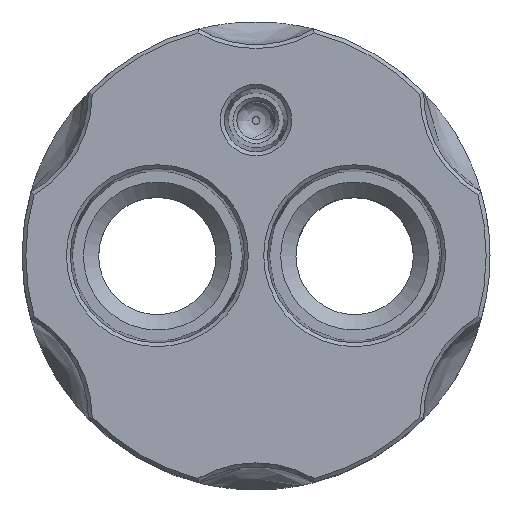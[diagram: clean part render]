
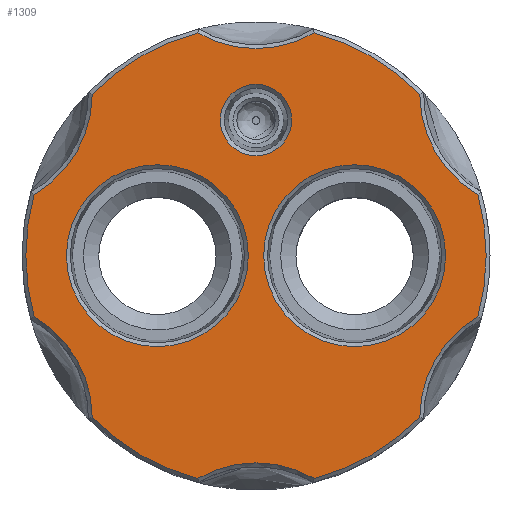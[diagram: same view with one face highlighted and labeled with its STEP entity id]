
A CAD part, top view. The second image highlights one B-rep face of the part: STEP entity #1309.
In plain terms, the highlighted planar face has unit normal (0, 0, 1).
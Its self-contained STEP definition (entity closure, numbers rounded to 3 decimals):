
#42=FACE_BOUND('',#188,.T.);
#43=FACE_BOUND('',#189,.T.);
#44=FACE_BOUND('',#190,.T.);
#53=PLANE('',#1430);
#104=FACE_OUTER_BOUND('',#187,.T.);
#187=EDGE_LOOP('',(#928,#929,#930,#931,#932,#933,#934,#935,#936,#937,#938,
#939));
#188=EDGE_LOOP('',(#940));
#189=EDGE_LOOP('',(#941));
#190=EDGE_LOOP('',(#942));
#282=CIRCLE('',#1427,11.855);
#285=CIRCLE('',#1431,15.162);
#286=CIRCLE('',#1432,30.);
#287=CIRCLE('',#1433,15.162);
#288=CIRCLE('',#1434,30.);
#289=CIRCLE('',#1435,15.162);
#290=CIRCLE('',#1436,30.);
#291=CIRCLE('',#1437,15.162);
#292=CIRCLE('',#1438,30.);
#293=CIRCLE('',#1439,15.162);
#294=CIRCLE('',#1440,30.);
#295=CIRCLE('',#1441,15.162);
#296=CIRCLE('',#1442,30.);
#297=CIRCLE('',#1443,11.855);
#298=CIRCLE('',#1444,4.65);
#553=VERTEX_POINT('',#2290);
#556=VERTEX_POINT('',#2298);
#557=VERTEX_POINT('',#2299);
#558=VERTEX_POINT('',#2301);
#559=VERTEX_POINT('',#2303);
#560=VERTEX_POINT('',#2305);
#561=VERTEX_POINT('',#2307);
#562=VERTEX_POINT('',#2309);
#563=VERTEX_POINT('',#2311);
#564=VERTEX_POINT('',#2313);
#565=VERTEX_POINT('',#2315);
#566=VERTEX_POINT('',#2317);
#567=VERTEX_POINT('',#2319);
#568=VERTEX_POINT('',#2322);
#569=VERTEX_POINT('',#2324);
#697=EDGE_CURVE('',#553,#553,#282,.T.);
#701=EDGE_CURVE('',#556,#557,#285,.T.);
#702=EDGE_CURVE('',#558,#556,#286,.T.);
#703=EDGE_CURVE('',#559,#558,#287,.T.);
#704=EDGE_CURVE('',#560,#559,#288,.T.);
#705=EDGE_CURVE('',#561,#560,#289,.T.);
#706=EDGE_CURVE('',#562,#561,#290,.T.);
#707=EDGE_CURVE('',#563,#562,#291,.T.);
#708=EDGE_CURVE('',#564,#563,#292,.T.);
#709=EDGE_CURVE('',#565,#564,#293,.T.);
#710=EDGE_CURVE('',#566,#565,#294,.T.);
#711=EDGE_CURVE('',#567,#566,#295,.T.);
#712=EDGE_CURVE('',#557,#567,#296,.T.);
#713=EDGE_CURVE('',#568,#568,#297,.T.);
#714=EDGE_CURVE('',#569,#569,#298,.T.);
#928=ORIENTED_EDGE('',*,*,#701,.F.);
#929=ORIENTED_EDGE('',*,*,#702,.F.);
#930=ORIENTED_EDGE('',*,*,#703,.F.);
#931=ORIENTED_EDGE('',*,*,#704,.F.);
#932=ORIENTED_EDGE('',*,*,#705,.F.);
#933=ORIENTED_EDGE('',*,*,#706,.F.);
#934=ORIENTED_EDGE('',*,*,#707,.F.);
#935=ORIENTED_EDGE('',*,*,#708,.F.);
#936=ORIENTED_EDGE('',*,*,#709,.F.);
#937=ORIENTED_EDGE('',*,*,#710,.F.);
#938=ORIENTED_EDGE('',*,*,#711,.F.);
#939=ORIENTED_EDGE('',*,*,#712,.F.);
#940=ORIENTED_EDGE('',*,*,#713,.F.);
#941=ORIENTED_EDGE('',*,*,#714,.F.);
#942=ORIENTED_EDGE('',*,*,#697,.F.);
#1309=ADVANCED_FACE('',(#104,#42,#43,#44),#53,.T.);
#1427=AXIS2_PLACEMENT_3D('',#2291,#1645,#1646);
#1430=AXIS2_PLACEMENT_3D('',#2297,#1652,#1653);
#1431=AXIS2_PLACEMENT_3D('',#2300,#1654,#1655);
#1432=AXIS2_PLACEMENT_3D('',#2302,#1656,#1657);
#1433=AXIS2_PLACEMENT_3D('',#2304,#1658,#1659);
#1434=AXIS2_PLACEMENT_3D('',#2306,#1660,#1661);
#1435=AXIS2_PLACEMENT_3D('',#2308,#1662,#1663);
#1436=AXIS2_PLACEMENT_3D('',#2310,#1664,#1665);
#1437=AXIS2_PLACEMENT_3D('',#2312,#1666,#1667);
#1438=AXIS2_PLACEMENT_3D('',#2314,#1668,#1669);
#1439=AXIS2_PLACEMENT_3D('',#2316,#1670,#1671);
#1440=AXIS2_PLACEMENT_3D('',#2318,#1672,#1673);
#1441=AXIS2_PLACEMENT_3D('',#2320,#1674,#1675);
#1442=AXIS2_PLACEMENT_3D('',#2321,#1676,#1677);
#1443=AXIS2_PLACEMENT_3D('',#2323,#1678,#1679);
#1444=AXIS2_PLACEMENT_3D('',#2325,#1680,#1681);
#1645=DIRECTION('center_axis',(0.,0.,1.));
#1646=DIRECTION('ref_axis',(-1.,0.,0.));
#1652=DIRECTION('center_axis',(0.,0.,1.));
#1653=DIRECTION('ref_axis',(-1.,0.,0.));
#1654=DIRECTION('center_axis',(0.,0.,1.));
#1655=DIRECTION('ref_axis',(-1.,0.013,0.));
#1656=DIRECTION('center_axis',(0.,0.,-1.));
#1657=DIRECTION('ref_axis',(1.,0.,0.));
#1658=DIRECTION('center_axis',(0.,0.,1.));
#1659=DIRECTION('ref_axis',(-0.512,-0.859,0.));
#1660=DIRECTION('center_axis',(0.,0.,-1.));
#1661=DIRECTION('ref_axis',(-1.,0.,0.));
#1662=DIRECTION('center_axis',(0.,0.,1.));
#1663=DIRECTION('ref_axis',(0.488,-0.873,0.));
#1664=DIRECTION('center_axis',(0.,0.,-1.));
#1665=DIRECTION('ref_axis',(-1.,0.,0.));
#1666=DIRECTION('center_axis',(0.,0.,1.));
#1667=DIRECTION('ref_axis',(1.,-0.013,0.));
#1668=DIRECTION('center_axis',(0.,0.,-1.));
#1669=DIRECTION('ref_axis',(-1.,0.,0.));
#1670=DIRECTION('center_axis',(0.,0.,1.));
#1671=DIRECTION('ref_axis',(0.512,0.859,0.));
#1672=DIRECTION('center_axis',(0.,0.,-1.));
#1673=DIRECTION('ref_axis',(1.,0.,0.));
#1674=DIRECTION('center_axis',(0.,0.,1.));
#1675=DIRECTION('ref_axis',(-0.488,0.873,0.));
#1676=DIRECTION('center_axis',(0.,0.,-1.));
#1677=DIRECTION('ref_axis',(1.,0.,0.));
#1678=DIRECTION('center_axis',(0.,0.,1.));
#1679=DIRECTION('ref_axis',(-1.,0.,0.));
#1680=DIRECTION('center_axis',(0.,0.,1.));
#1681=DIRECTION('ref_axis',(1.,0.,0.));
#2290=CARTESIAN_POINT('',(24.71,0.,0.));
#2291=CARTESIAN_POINT('Origin',(12.855,0.,0.));
#2297=CARTESIAN_POINT('Origin',(0.,0.,0.));
#2298=CARTESIAN_POINT('',(21.351,21.074,0.));
#2299=CARTESIAN_POINT('',(28.926,7.954,0.));
#2300=CARTESIAN_POINT('Origin',(36.513,21.081,0.));
#2301=CARTESIAN_POINT('',(7.575,29.028,0.));
#2302=CARTESIAN_POINT('Origin',(0.,0.,0.));
#2303=CARTESIAN_POINT('',(-7.575,29.028,0.));
#2304=CARTESIAN_POINT('Origin',(0.,42.162,
0.));
#2305=CARTESIAN_POINT('',(-21.351,21.074,0.));
#2306=CARTESIAN_POINT('Origin',(0.,0.,0.));
#2307=CARTESIAN_POINT('',(-28.926,7.954,0.));
#2308=CARTESIAN_POINT('Origin',(-36.513,21.081,0.));
#2309=CARTESIAN_POINT('',(-28.926,-7.954,0.));
#2310=CARTESIAN_POINT('Origin',(0.,0.,0.));
#2311=CARTESIAN_POINT('',(-21.351,-21.074,0.));
#2312=CARTESIAN_POINT('Origin',(-36.513,-21.081,0.));
#2313=CARTESIAN_POINT('',(-7.575,-29.028,0.));
#2314=CARTESIAN_POINT('Origin',(0.,0.,0.));
#2315=CARTESIAN_POINT('',(7.575,-29.028,0.));
#2316=CARTESIAN_POINT('Origin',(0.,-42.162,
0.));
#2317=CARTESIAN_POINT('',(21.351,-21.074,0.));
#2318=CARTESIAN_POINT('Origin',(0.,0.,0.));
#2319=CARTESIAN_POINT('',(28.926,-7.954,0.));
#2320=CARTESIAN_POINT('Origin',(36.513,-21.081,0.));
#2321=CARTESIAN_POINT('Origin',(0.,0.,0.));
#2322=CARTESIAN_POINT('',(-1.,0.,0.));
#2323=CARTESIAN_POINT('Origin',(-12.855,0.,0.));
#2324=CARTESIAN_POINT('',(-4.65,17.675,0.));
#2325=CARTESIAN_POINT('Origin',(0.,17.675,0.));
